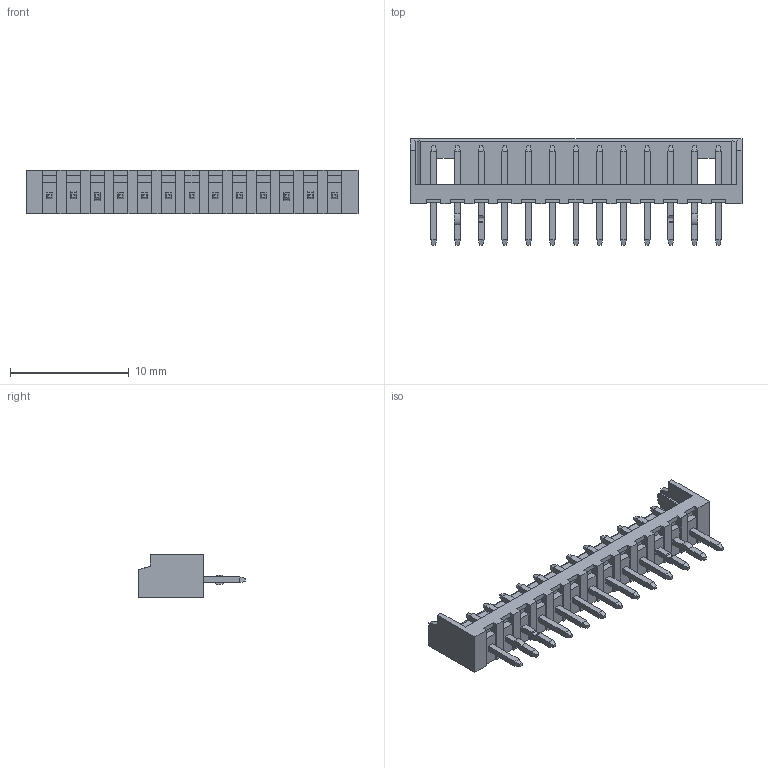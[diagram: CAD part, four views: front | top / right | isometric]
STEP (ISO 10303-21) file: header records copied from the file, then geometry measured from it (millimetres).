
FILE_DESCRIPTION((''),'2;1');
FILE_NAME('532531370','2019-09-13T',('gga'),(''),'PRO/ENGINEER BY PARAMETRIC TECHNOLOGY CORPORATION, 2016010','PRO/ENGINEER BY PARAMETRIC TECHNOLOGY CORPORATION, 2016010','');
FILE_SCHEMA(('CONFIG_CONTROL_DESIGN'));
Length unit declared in the file: millimetre
Products named in the file (1): 532531370
Bounding box: 28 x 9 x 3.65 mm (x, y, z)
Volume: 223 mm3; surface area: 798 mm2
Topology: 1 solids, 1 shells, 427 faces, 1109 edges, 708 vertices
Faces by surface type: plane 411, cylinder 16
Entity records: 12699 total; most frequent: CARTESIAN_POINT 2219, ORIENTED_EDGE 2166, DIRECTION 2023, EDGE_CURVE 1083, VECTOR 1051, LINE 1051, VERTEX_POINT 682, AXIS2_PLACEMENT_3D 486
